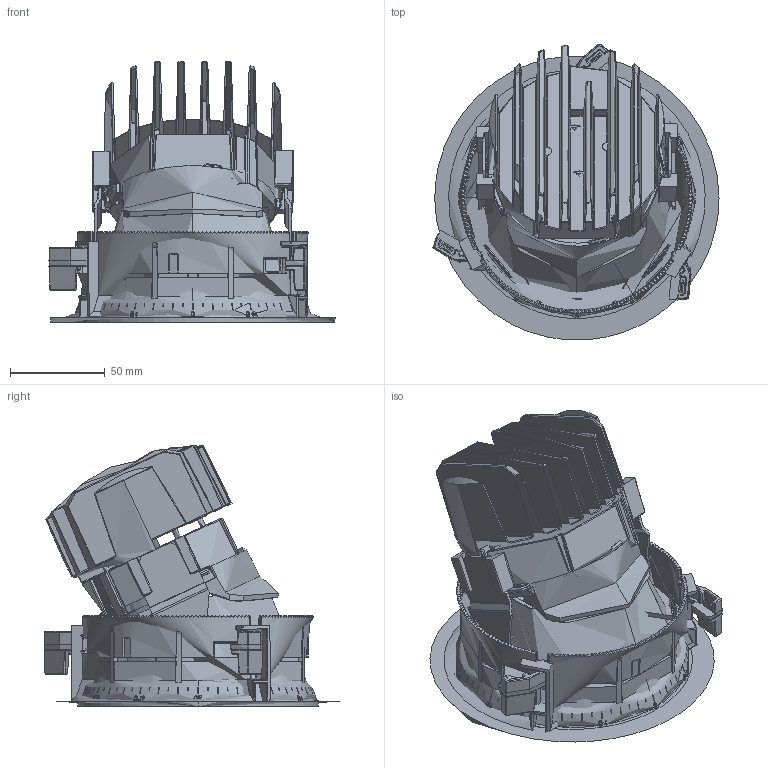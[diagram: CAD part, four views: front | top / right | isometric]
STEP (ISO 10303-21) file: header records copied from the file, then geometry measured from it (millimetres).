
FILE_DESCRIPTION(/* description */ (''),/* implementation_level */ '2;1');
FILE_NAME(/* name */ 'M260625_EVERYTHING 150 ROUND ADJ',/* time_stamp */ '2018-03-06T17:56:19+01:00',/* author */ (''),/* organization */ (''),/* preprocessor_version */ 'ST-DEVELOPER v15',/* originating_system */ '',/* authorisation */ '');
FILE_SCHEMA (('CONFIG_CONTROL_DESIGN'));
Products named in the file (1): Document
Bounding box: 151.03 x 156.17 x 137.59 mm (x, y, z)
Volume: 16177.5 mm3
Topology: 6 solids, 29 shells, 3666 faces, 9991 edges, 6049 vertices
Faces by surface type: bspline 2367, plane 1299
Entity records: 200380 total; most frequent: CARTESIAN_POINT 144009, ORIENTED_EDGE 19710, EDGE_CURVE 9985, VERTEX_POINT 6161, B_SPLINE_CURVE_WITH_KNOTS 4624, EDGE_LOOP 3952, ADVANCED_FACE 3798, FACE_OUTER_BOUND 3798
